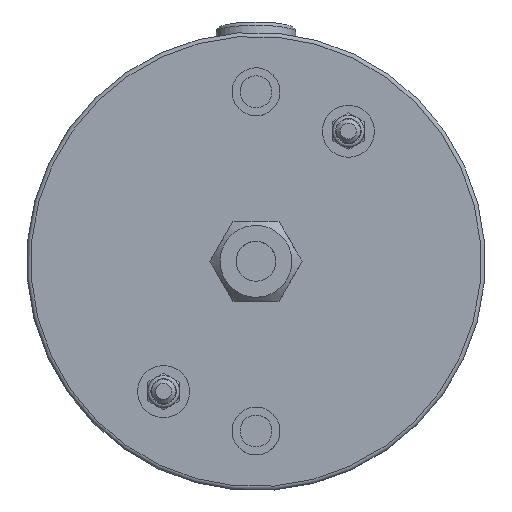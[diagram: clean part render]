
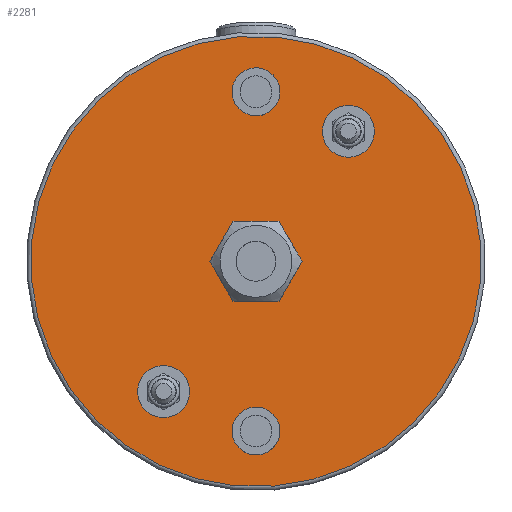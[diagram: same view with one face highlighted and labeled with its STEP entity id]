
A CAD part, top view. The second image highlights one B-rep face of the part: STEP entity #2281.
In plain terms, the highlighted planar face has unit normal (0, 0, 1).
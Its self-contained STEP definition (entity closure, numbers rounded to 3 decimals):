
#1262 = VERTEX_POINT('',#1263);
#1263 = CARTESIAN_POINT('',(25.643,30.85,10.));
#1268 = EDGE_CURVE('',#1262,#1262,#1269,.T.);
#1269 = CIRCLE('',#1270,3.05);
#1270 = AXIS2_PLACEMENT_3D('',#1271,#1272,#1273);
#1271 = CARTESIAN_POINT('',(23.156,32.616,10.));
#1272 = DIRECTION('',(0.,0.,1.));
#1273 = DIRECTION('',(-0.815,0.579,0.
    ));
#1294 = VERTEX_POINT('',#1295);
#1295 = CARTESIAN_POINT('',(-20.669,-34.382,10.));
#1300 = EDGE_CURVE('',#1294,#1294,#1301,.T.);
#1301 = CIRCLE('',#1302,3.05);
#1302 = AXIS2_PLACEMENT_3D('',#1303,#1304,#1305);
#1303 = CARTESIAN_POINT('',(-23.156,-32.616,10.));
#1304 = DIRECTION('',(0.,0.,1.));
#1305 = DIRECTION('',(-0.815,0.579,0.
    ));
#1380 = EDGE_CURVE('',#1381,#1381,#1383,.T.);
#1381 = VERTEX_POINT('',#1382);
#1382 = CARTESIAN_POINT('',(-4.892,-39.027,10.));
#1383 = CIRCLE('',#1384,6.);
#1384 = AXIS2_PLACEMENT_3D('',#1385,#1386,#1387);
#1385 = CARTESIAN_POINT('',(0.,-42.5,10.));
#1386 = DIRECTION('',(0.,0.,1.));
#1387 = DIRECTION('',(0.815,-0.579,0.)
  );
#1412 = EDGE_CURVE('',#1413,#1413,#1415,.T.);
#1413 = VERTEX_POINT('',#1414);
#1414 = CARTESIAN_POINT('',(-4.892,45.973,10.));
#1415 = CIRCLE('',#1416,6.);
#1416 = AXIS2_PLACEMENT_3D('',#1417,#1418,#1419);
#1417 = CARTESIAN_POINT('',(0.,42.5,10.));
#1418 = DIRECTION('',(0.,0.,1.));
#1419 = DIRECTION('',(0.815,-0.579,0.)
  );
#2131 = EDGE_CURVE('',#2132,#2132,#2134,.T.);
#2132 = VERTEX_POINT('',#2133);
#2133 = CARTESIAN_POINT('',(-7.339,5.21,10.));
#2134 = CIRCLE('',#2135,9.);
#2135 = AXIS2_PLACEMENT_3D('',#2136,#2137,#2138);
#2136 = CARTESIAN_POINT('',(0.,0.,10.)
  );
#2137 = DIRECTION('',(0.,0.,1.));
#2138 = DIRECTION('',(0.815,-0.579,0.)
  );
#2182 = VERTEX_POINT('',#2183);
#2183 = CARTESIAN_POINT('',(-46.028,32.678,10.));
#2193 = EDGE_CURVE('',#2182,#2182,#2194,.T.);
#2194 = CIRCLE('',#2195,56.449);
#2195 = AXIS2_PLACEMENT_3D('',#2196,#2197,#2198);
#2196 = CARTESIAN_POINT('',(0.,0.,10.)
  );
#2197 = DIRECTION('',(0.,0.,1.));
#2198 = DIRECTION('',(0.815,-0.579,0.)
  );
#2281 = ADVANCED_FACE('',(#2282,#2285,#2288,#2291,#2294,#2297),#2300,.F.
  );
#2282 = FACE_BOUND('',#2283,.T.);
#2283 = EDGE_LOOP('',(#2284));
#2284 = ORIENTED_EDGE('',*,*,#2193,.T.);
#2285 = FACE_BOUND('',#2286,.T.);
#2286 = EDGE_LOOP('',(#2287));
#2287 = ORIENTED_EDGE('',*,*,#1268,.F.);
#2288 = FACE_BOUND('',#2289,.T.);
#2289 = EDGE_LOOP('',(#2290));
#2290 = ORIENTED_EDGE('',*,*,#1300,.F.);
#2291 = FACE_BOUND('',#2292,.T.);
#2292 = EDGE_LOOP('',(#2293));
#2293 = ORIENTED_EDGE('',*,*,#1380,.F.);
#2294 = FACE_BOUND('',#2295,.T.);
#2295 = EDGE_LOOP('',(#2296));
#2296 = ORIENTED_EDGE('',*,*,#1412,.F.);
#2297 = FACE_BOUND('',#2298,.T.);
#2298 = EDGE_LOOP('',(#2299));
#2299 = ORIENTED_EDGE('',*,*,#2131,.F.);
#2300 = PLANE('',#2301);
#2301 = AXIS2_PLACEMENT_3D('',#2302,#2303,#2304);
#2302 = CARTESIAN_POINT('',(0.,0.,10.)
  );
#2303 = DIRECTION('',(0.,0.,-1.));
#2304 = DIRECTION('',(-0.815,0.579,0.
    ));
